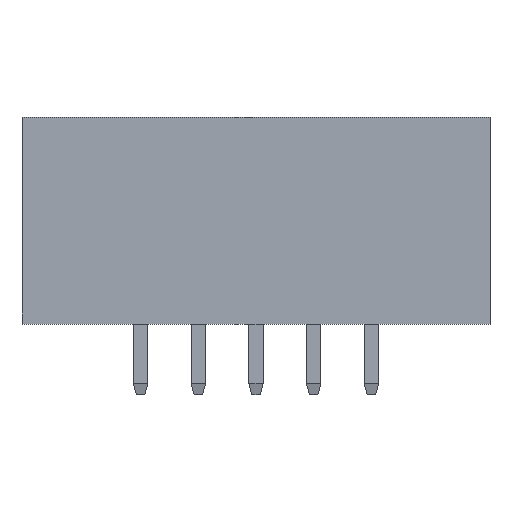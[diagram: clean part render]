
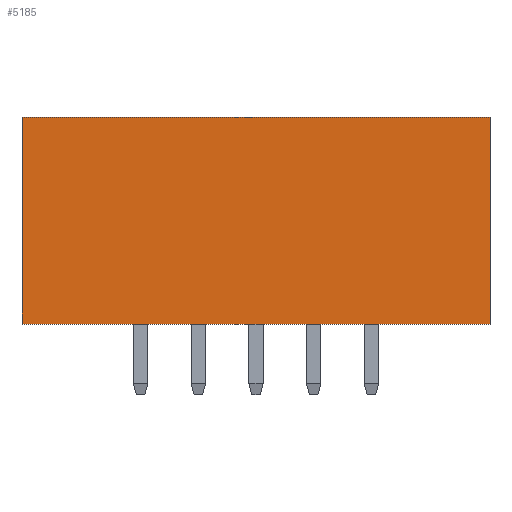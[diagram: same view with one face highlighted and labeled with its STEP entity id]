
A CAD part, top view. The second image highlights one B-rep face of the part: STEP entity #5185.
In plain terms, the highlighted planar face has unit normal (0, 0, 1).
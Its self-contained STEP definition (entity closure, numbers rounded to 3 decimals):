
#23 = VERTEX_POINT ( 'NONE', #740 ) ;
#280 = VERTEX_POINT ( 'NONE', #2877 ) ;
#347 = ORIENTED_EDGE ( 'NONE', *, *, #6474, .T. ) ;
#565 = EDGE_CURVE ( 'NONE', #280, #7807, #5024, .T. ) ;
#740 = CARTESIAN_POINT ( 'NONE',  ( 10.3, 9.1, 4.4 ) ) ;
#931 = CARTESIAN_POINT ( 'NONE',  ( -10.3, 9.1, 4.4 ) ) ;
#1147 = VECTOR ( 'NONE', #3586, 1000. ) ;
#1350 = CARTESIAN_POINT ( 'NONE',  ( -10.3, 9.1, 4.4 ) ) ;
#1821 = VECTOR ( 'NONE', #7245, 1000. ) ;
#2006 = LINE ( 'NONE', #4639, #1821 ) ;
#2079 = VECTOR ( 'NONE', #2589, 1000. ) ;
#2107 = VECTOR ( 'NONE', #3775, 1000. ) ;
#2402 = CARTESIAN_POINT ( 'NONE',  ( -10.3, 9.1, 4.4 ) ) ;
#2457 = ORIENTED_EDGE ( 'NONE', *, *, #5683, .F. ) ;
#2589 = DIRECTION ( 'NONE',  ( 0., -1., 0. ) ) ;
#2756 = DIRECTION ( 'NONE',  ( 0., 0., -1. ) ) ;
#2877 = CARTESIAN_POINT ( 'NONE',  ( -10.3, 0., 4.4 ) ) ;
#3171 = CARTESIAN_POINT ( 'NONE',  ( -10.3, 0., 4.4 ) ) ;
#3586 = DIRECTION ( 'NONE',  ( 0., -1., 0. ) ) ;
#3775 = DIRECTION ( 'NONE',  ( 1., 0., 0. ) ) ;
#3778 = CARTESIAN_POINT ( 'NONE',  ( 10.3, 0., 4.4 ) ) ;
#3885 = PLANE ( 'NONE',  #4972 ) ;
#4526 = CARTESIAN_POINT ( 'NONE',  ( 10.3, 9.1, 4.4 ) ) ;
#4639 = CARTESIAN_POINT ( 'NONE',  ( -10.3, 9.1, 4.4 ) ) ;
#4670 = EDGE_CURVE ( 'NONE', #23, #7807, #5239, .T. ) ;
#4972 = AXIS2_PLACEMENT_3D ( 'NONE', #1350, #2756, #5372 ) ;
#5024 = LINE ( 'NONE', #3171, #2107 ) ;
#5185 = ADVANCED_FACE ( 'NONE', ( #7956 ), #3885, .F. ) ;
#5239 = LINE ( 'NONE', #4526, #2079 ) ;
#5372 = DIRECTION ( 'NONE',  ( -1., 0., 0. ) ) ;
#5649 = EDGE_LOOP ( 'NONE', ( #8210, #6572, #2457, #347 ) ) ;
#5683 = EDGE_CURVE ( 'NONE', #7052, #23, #2006, .T. ) ;
#6474 = EDGE_CURVE ( 'NONE', #7052, #280, #6789, .T. ) ;
#6572 = ORIENTED_EDGE ( 'NONE', *, *, #4670, .F. ) ;
#6789 = LINE ( 'NONE', #931, #1147 ) ;
#7052 = VERTEX_POINT ( 'NONE', #2402 ) ;
#7245 = DIRECTION ( 'NONE',  ( 1., 0., 0. ) ) ;
#7807 = VERTEX_POINT ( 'NONE', #3778 ) ;
#7956 = FACE_OUTER_BOUND ( 'NONE', #5649, .T. ) ;
#8210 = ORIENTED_EDGE ( 'NONE', *, *, #565, .T. ) ;
